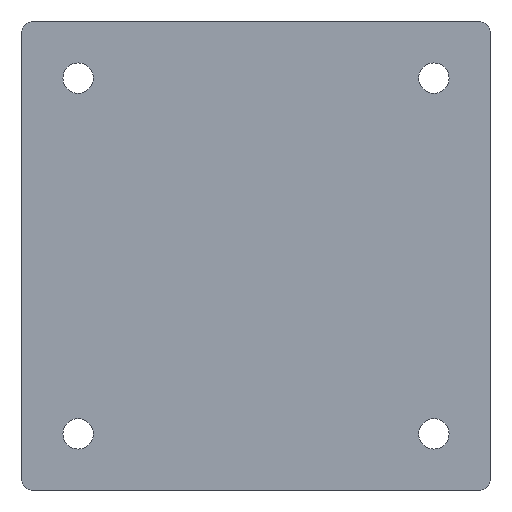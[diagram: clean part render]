
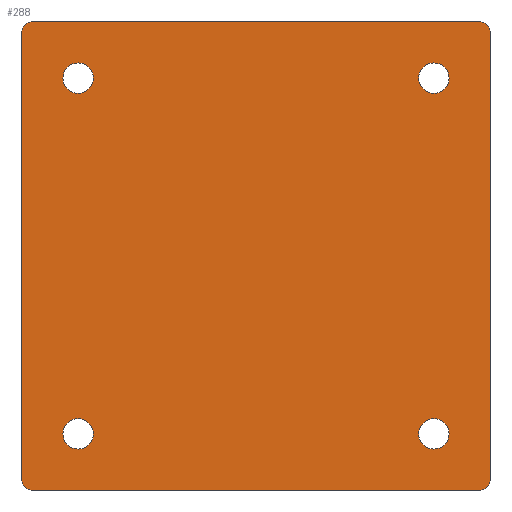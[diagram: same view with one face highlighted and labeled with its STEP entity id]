
A CAD part, front view. The second image highlights one B-rep face of the part: STEP entity #288.
In plain terms, the highlighted planar face has unit normal (0, -1, 0).
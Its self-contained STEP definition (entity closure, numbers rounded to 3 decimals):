
#288 = ADVANCED_FACE( '', ( #635, #636, #637, #638, #639 ), #640, .F. );
#635 = FACE_BOUND( '', #1119, .T. );
#636 = FACE_BOUND( '', #1120, .T. );
#637 = FACE_BOUND( '', #1121, .T. );
#638 = FACE_BOUND( '', #1122, .T. );
#639 = FACE_OUTER_BOUND( '', #1123, .T. );
#640 = PLANE( '', #1124 );
#1119 = EDGE_LOOP( '', ( #1649 ) );
#1120 = EDGE_LOOP( '', ( #1650 ) );
#1121 = EDGE_LOOP( '', ( #1651 ) );
#1122 = EDGE_LOOP( '', ( #1652 ) );
#1123 = EDGE_LOOP( '', ( #1653, #1654, #1655, #1656, #1657, #1658, #1659, #1660 ) );
#1124 = AXIS2_PLACEMENT_3D( '', #1661, #1662, #1663 );
#1649 = ORIENTED_EDGE( '', *, *, #2792, .T. );
#1650 = ORIENTED_EDGE( '', *, *, #2793, .T. );
#1651 = ORIENTED_EDGE( '', *, *, #2794, .T. );
#1652 = ORIENTED_EDGE( '', *, *, #2790, .T. );
#1653 = ORIENTED_EDGE( '', *, *, #2795, .F. );
#1654 = ORIENTED_EDGE( '', *, *, #2796, .F. );
#1655 = ORIENTED_EDGE( '', *, *, #2797, .F. );
#1656 = ORIENTED_EDGE( '', *, *, #2798, .F. );
#1657 = ORIENTED_EDGE( '', *, *, #2799, .F. );
#1658 = ORIENTED_EDGE( '', *, *, #2800, .F. );
#1659 = ORIENTED_EDGE( '', *, *, #2801, .F. );
#1660 = ORIENTED_EDGE( '', *, *, #2802, .F. );
#1661 = CARTESIAN_POINT( '', ( -48., 0., -48. ) );
#1662 = DIRECTION( '', ( 0., 1., 0. ) );
#1663 = DIRECTION( '', ( 0., 0., 1. ) );
#2790 = EDGE_CURVE( '', #3282, #3282, #3283, .T. );
#2792 = EDGE_CURVE( '', #3285, #3285, #3286, .T. );
#2793 = EDGE_CURVE( '', #3287, #3287, #3288, .T. );
#2794 = EDGE_CURVE( '', #3289, #3289, #3290, .T. );
#2795 = EDGE_CURVE( '', #3291, #3292, #3293, .T. );
#2796 = EDGE_CURVE( '', #3294, #3291, #3295, .T. );
#2797 = EDGE_CURVE( '', #3296, #3294, #3297, .T. );
#2798 = EDGE_CURVE( '', #3298, #3296, #3299, .T. );
#2799 = EDGE_CURVE( '', #3300, #3298, #3301, .T. );
#2800 = EDGE_CURVE( '', #3302, #3300, #3303, .T. );
#2801 = EDGE_CURVE( '', #3304, #3302, #3305, .T. );
#2802 = EDGE_CURVE( '', #3292, #3304, #3306, .T. );
#3282 = VERTEX_POINT( '', #3981 );
#3283 = CIRCLE( '', #3982, 3.25 );
#3285 = VERTEX_POINT( '', #3984 );
#3286 = CIRCLE( '', #3985, 3.25 );
#3287 = VERTEX_POINT( '', #3986 );
#3288 = CIRCLE( '', #3987, 3.25 );
#3289 = VERTEX_POINT( '', #3988 );
#3290 = CIRCLE( '', #3989, 3.25 );
#3291 = VERTEX_POINT( '', #3990 );
#3292 = VERTEX_POINT( '', #3991 );
#3293 = CIRCLE( '', #3992, 2. );
#3294 = VERTEX_POINT( '', #3993 );
#3295 = LINE( '', #3994, #3995 );
#3296 = VERTEX_POINT( '', #3996 );
#3297 = CIRCLE( '', #3997, 2. );
#3298 = VERTEX_POINT( '', #3998 );
#3299 = LINE( '', #3999, #4000 );
#3300 = VERTEX_POINT( '', #4001 );
#3301 = CIRCLE( '', #4002, 2. );
#3302 = VERTEX_POINT( '', #4003 );
#3303 = LINE( '', #4004, #4005 );
#3304 = VERTEX_POINT( '', #4006 );
#3305 = CIRCLE( '', #4007, 2. );
#3306 = LINE( '', #4008, #4009 );
#3981 = CARTESIAN_POINT( '', ( -34.75, 0., -38. ) );
#3982 = AXIS2_PLACEMENT_3D( '', #4916, #4917, #4918 );
#3984 = CARTESIAN_POINT( '', ( -34.75, 0., 38. ) );
#3985 = AXIS2_PLACEMENT_3D( '', #4919, #4920, #4921 );
#3986 = CARTESIAN_POINT( '', ( 41.25, 0., 38. ) );
#3987 = AXIS2_PLACEMENT_3D( '', #4922, #4923, #4924 );
#3988 = CARTESIAN_POINT( '', ( 41.25, 0., -38. ) );
#3989 = AXIS2_PLACEMENT_3D( '', #4925, #4926, #4927 );
#3990 = CARTESIAN_POINT( '', ( -48., 0., -50. ) );
#3991 = CARTESIAN_POINT( '', ( -50., 0., -48. ) );
#3992 = AXIS2_PLACEMENT_3D( '', #4928, #4929, #4930 );
#3993 = CARTESIAN_POINT( '', ( 48., 0., -50. ) );
#3994 = CARTESIAN_POINT( '', ( 48., 0., -50. ) );
#3995 = VECTOR( '', #4931, 1000. );
#3996 = CARTESIAN_POINT( '', ( 50., 0., -48. ) );
#3997 = AXIS2_PLACEMENT_3D( '', #4932, #4933, #4934 );
#3998 = CARTESIAN_POINT( '', ( 50., 0., 48. ) );
#3999 = CARTESIAN_POINT( '', ( 50., 0., 48. ) );
#4000 = VECTOR( '', #4935, 1000. );
#4001 = CARTESIAN_POINT( '', ( 48., 0., 50. ) );
#4002 = AXIS2_PLACEMENT_3D( '', #4936, #4937, #4938 );
#4003 = CARTESIAN_POINT( '', ( -48., 0., 50. ) );
#4004 = CARTESIAN_POINT( '', ( -48., 0., 50. ) );
#4005 = VECTOR( '', #4939, 1000. );
#4006 = CARTESIAN_POINT( '', ( -50., 0., 48. ) );
#4007 = AXIS2_PLACEMENT_3D( '', #4940, #4941, #4942 );
#4008 = CARTESIAN_POINT( '', ( -50., 0., -48. ) );
#4009 = VECTOR( '', #4943, 1000. );
#4916 = CARTESIAN_POINT( '', ( -38., 0., -38. ) );
#4917 = DIRECTION( '', ( 0., 1., 0. ) );
#4918 = DIRECTION( '', ( 1., 0., 0. ) );
#4919 = CARTESIAN_POINT( '', ( -38., 0., 38. ) );
#4920 = DIRECTION( '', ( 0., 1., 0. ) );
#4921 = DIRECTION( '', ( 1., 0., 0. ) );
#4922 = CARTESIAN_POINT( '', ( 38., 0., 38. ) );
#4923 = DIRECTION( '', ( 0., 1., 0. ) );
#4924 = DIRECTION( '', ( 1., 0., 0. ) );
#4925 = CARTESIAN_POINT( '', ( 38., 0., -38. ) );
#4926 = DIRECTION( '', ( 0., 1., 0. ) );
#4927 = DIRECTION( '', ( 1., 0., 0. ) );
#4928 = CARTESIAN_POINT( '', ( -48., 0., -48. ) );
#4929 = DIRECTION( '', ( 0., 1., 0. ) );
#4930 = DIRECTION( '', ( 1., 0., 0. ) );
#4931 = DIRECTION( '', ( -1., 0., 0. ) );
#4932 = CARTESIAN_POINT( '', ( 48., 0., -48. ) );
#4933 = DIRECTION( '', ( 0., 1., 0. ) );
#4934 = DIRECTION( '', ( 1., 0., 0. ) );
#4935 = DIRECTION( '', ( 0., 0., -1. ) );
#4936 = CARTESIAN_POINT( '', ( 48., 0., 48. ) );
#4937 = DIRECTION( '', ( 0., 1., 0. ) );
#4938 = DIRECTION( '', ( 1., 0., 0. ) );
#4939 = DIRECTION( '', ( 1., 0., 0. ) );
#4940 = CARTESIAN_POINT( '', ( -48., 0., 48. ) );
#4941 = DIRECTION( '', ( 0., 1., 0. ) );
#4942 = DIRECTION( '', ( 1., 0., 0. ) );
#4943 = DIRECTION( '', ( 0., 0., 1. ) );
